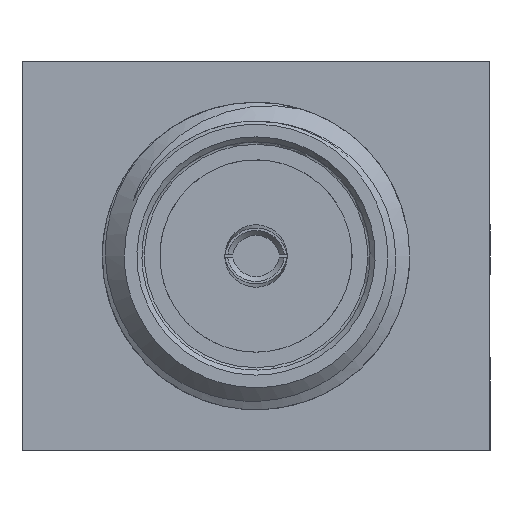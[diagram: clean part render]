
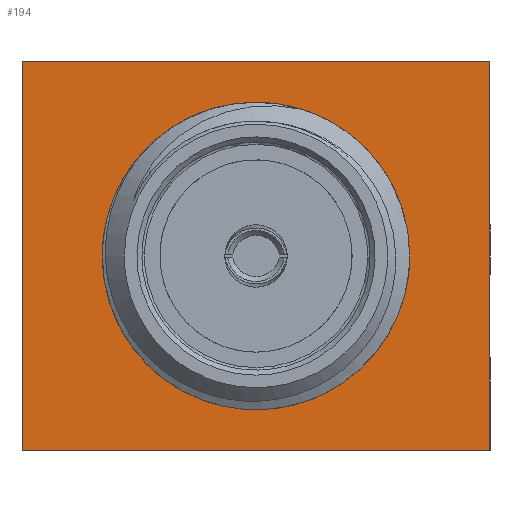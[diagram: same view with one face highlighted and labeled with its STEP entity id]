
A CAD part, left-side view. The second image highlights one B-rep face of the part: STEP entity #194.
In plain terms, the highlighted planar face has unit normal (-1, 0, 0).
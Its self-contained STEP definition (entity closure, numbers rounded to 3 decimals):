
#194 = ADVANCED_FACE( '', ( #289, #290 ), #291, .F. );
#289 = FACE_OUTER_BOUND( '', #1417, .T. );
#290 = FACE_BOUND( '', #1418, .T. );
#291 = PLANE( '', #1419 );
#1417 = EDGE_LOOP( '', ( #2631, #2632, #2633, #2634 ) );
#1418 = EDGE_LOOP( '', ( #2635 ) );
#1419 = AXIS2_PLACEMENT_3D( '', #2636, #2637, #2638 );
#2631 = ORIENTED_EDGE( '', *, *, #3302, .F. );
#2632 = ORIENTED_EDGE( '', *, *, #3303, .F. );
#2633 = ORIENTED_EDGE( '', *, *, #3304, .F. );
#2634 = ORIENTED_EDGE( '', *, *, #3305, .F. );
#2635 = ORIENTED_EDGE( '', *, *, #3301, .F. );
#2636 = CARTESIAN_POINT( '', ( 7.874, 0., 0. ) );
#2637 = DIRECTION( '', ( 1., 0., 0. ) );
#2638 = DIRECTION( '', ( 0., 1., 0. ) );
#3301 = EDGE_CURVE( '', #3607, #3607, #3608, .T. );
#3302 = EDGE_CURVE( '', #3609, #3610, #3611, .T. );
#3303 = EDGE_CURVE( '', #3612, #3609, #3613, .T. );
#3304 = EDGE_CURVE( '', #3614, #3612, #3615, .T. );
#3305 = EDGE_CURVE( '', #3610, #3614, #3616, .T. );
#3607 = VERTEX_POINT( '', #5087 );
#3608 = B_SPLINE_CURVE_WITH_KNOTS( '', 3, ( #5088, #5089, #5090, #5091, #5092, #5093, #5094, #5095, #5096, #5097, #5098, #5099, #5100, #5101, #5102, #5103, #5104, #5105, #5106, #5107, #5108, #5109, #5110, #5111, #5112, #5113, #5114, #5115, #5116, #5117, #5118, #5119, #5120, #5121 ), .UNSPECIFIED., .T., .F., ( 2, 2, 2, 2, 2, 2, 2, 2, 2, 2, 2, 2, 2, 2, 2, 2, 2, 2, 2 ), ( -0.063, 0., 0.063, 0.125, 0.188, 0.25, 0.313, 0.375, 0.438, 0.5, 0.563, 0.625, 0.688, 0.75, 0.813, 0.875, 0.938, 1., 1.063 ), .UNSPECIFIED. );
#3609 = VERTEX_POINT( '', #5122 );
#3610 = VERTEX_POINT( '', #5123 );
#3611 = B_SPLINE_CURVE_WITH_KNOTS( '', 1, ( #5124, #5125 ), .UNSPECIFIED., .F., .F., ( 2, 2 ), ( 0., 1. ), .UNSPECIFIED. );
#3612 = VERTEX_POINT( '', #5126 );
#3613 = B_SPLINE_CURVE_WITH_KNOTS( '', 1, ( #5127, #5128 ), .UNSPECIFIED., .F., .F., ( 2, 2 ), ( 0., 1. ), .UNSPECIFIED. );
#3614 = VERTEX_POINT( '', #5129 );
#3615 = B_SPLINE_CURVE_WITH_KNOTS( '', 1, ( #5130, #5131 ), .UNSPECIFIED., .F., .F., ( 2, 2 ), ( 0., 1. ), .UNSPECIFIED. );
#3616 = B_SPLINE_CURVE_WITH_KNOTS( '', 1, ( #5132, #5133 ), .UNSPECIFIED., .F., .F., ( 2, 2 ), ( 0., 1. ), .UNSPECIFIED. );
#5087 = CARTESIAN_POINT( '', ( 7.874, -2.68, 0. ) );
#5088 = CARTESIAN_POINT( '', ( 7.874, -2.68, -0.351 ) );
#5089 = CARTESIAN_POINT( '', ( 7.874, -2.68, 0.351 ) );
#5090 = CARTESIAN_POINT( '', ( 7.874, -2.61, 0.701 ) );
#5091 = CARTESIAN_POINT( '', ( 7.874, -2.341, 1.35 ) );
#5092 = CARTESIAN_POINT( '', ( 7.874, -2.143, 1.647 ) );
#5093 = CARTESIAN_POINT( '', ( 7.874, -1.647, 2.143 ) );
#5094 = CARTESIAN_POINT( '', ( 7.874, -1.35, 2.341 ) );
#5095 = CARTESIAN_POINT( '', ( 7.874, -0.701, 2.61 ) );
#5096 = CARTESIAN_POINT( '', ( 7.874, -0.351, 2.68 ) );
#5097 = CARTESIAN_POINT( '', ( 7.874, 0.351, 2.68 ) );
#5098 = CARTESIAN_POINT( '', ( 7.874, 0.701, 2.61 ) );
#5099 = CARTESIAN_POINT( '', ( 7.874, 1.35, 2.341 ) );
#5100 = CARTESIAN_POINT( '', ( 7.874, 1.647, 2.143 ) );
#5101 = CARTESIAN_POINT( '', ( 7.874, 2.143, 1.647 ) );
#5102 = CARTESIAN_POINT( '', ( 7.874, 2.341, 1.35 ) );
#5103 = CARTESIAN_POINT( '', ( 7.874, 2.61, 0.701 ) );
#5104 = CARTESIAN_POINT( '', ( 7.874, 2.68, 0.351 ) );
#5105 = CARTESIAN_POINT( '', ( 7.874, 2.68, -0.351 ) );
#5106 = CARTESIAN_POINT( '', ( 7.874, 2.61, -0.701 ) );
#5107 = CARTESIAN_POINT( '', ( 7.874, 2.341, -1.35 ) );
#5108 = CARTESIAN_POINT( '', ( 7.874, 2.143, -1.647 ) );
#5109 = CARTESIAN_POINT( '', ( 7.874, 1.647, -2.143 ) );
#5110 = CARTESIAN_POINT( '', ( 7.874, 1.35, -2.341 ) );
#5111 = CARTESIAN_POINT( '', ( 7.874, 0.701, -2.61 ) );
#5112 = CARTESIAN_POINT( '', ( 7.874, 0.351, -2.68 ) );
#5113 = CARTESIAN_POINT( '', ( 7.874, -0.351, -2.68 ) );
#5114 = CARTESIAN_POINT( '', ( 7.874, -0.701, -2.61 ) );
#5115 = CARTESIAN_POINT( '', ( 7.874, -1.35, -2.341 ) );
#5116 = CARTESIAN_POINT( '', ( 7.874, -1.647, -2.143 ) );
#5117 = CARTESIAN_POINT( '', ( 7.874, -2.143, -1.647 ) );
#5118 = CARTESIAN_POINT( '', ( 7.874, -2.341, -1.35 ) );
#5119 = CARTESIAN_POINT( '', ( 7.874, -2.61, -0.701 ) );
#5120 = CARTESIAN_POINT( '', ( 7.874, -2.68, -0.351 ) );
#5121 = CARTESIAN_POINT( '', ( 7.874, -2.68, 0.351 ) );
#5122 = CARTESIAN_POINT( '', ( 7.874, 4.763, 3.962 ) );
#5123 = CARTESIAN_POINT( '', ( 7.874, -4.763, 3.962 ) );
#5124 = CARTESIAN_POINT( '', ( 7.874, 4.763, 3.962 ) );
#5125 = CARTESIAN_POINT( '', ( 7.874, -4.763, 3.962 ) );
#5126 = CARTESIAN_POINT( '', ( 7.874, 4.763, -3.962 ) );
#5127 = CARTESIAN_POINT( '', ( 7.874, 4.763, -3.962 ) );
#5128 = CARTESIAN_POINT( '', ( 7.874, 4.763, 3.962 ) );
#5129 = CARTESIAN_POINT( '', ( 7.874, -4.763, -3.962 ) );
#5130 = CARTESIAN_POINT( '', ( 7.874, -4.763, -3.962 ) );
#5131 = CARTESIAN_POINT( '', ( 7.874, 4.763, -3.962 ) );
#5132 = CARTESIAN_POINT( '', ( 7.874, -4.763, 3.962 ) );
#5133 = CARTESIAN_POINT( '', ( 7.874, -4.763, -3.962 ) );
